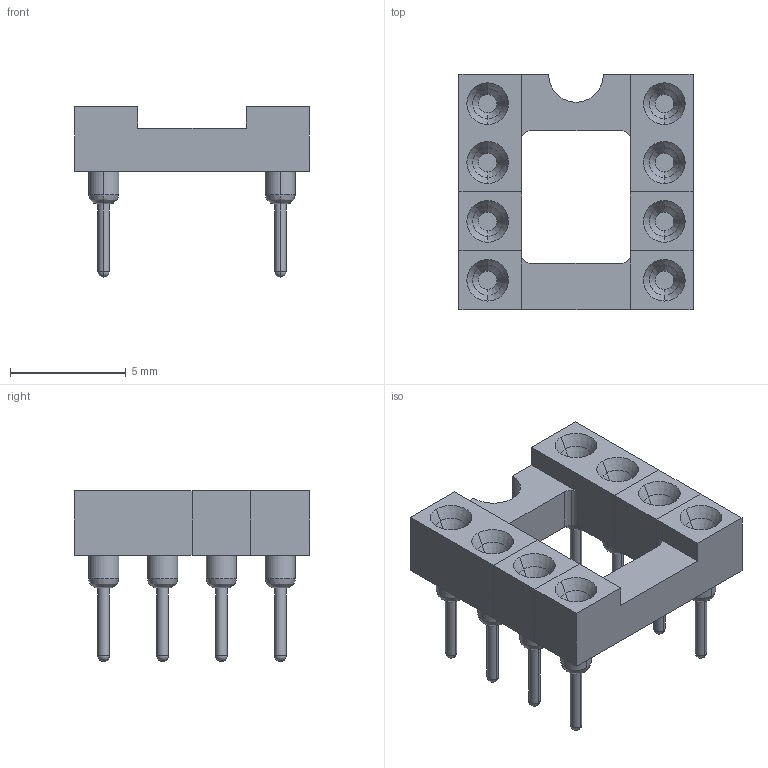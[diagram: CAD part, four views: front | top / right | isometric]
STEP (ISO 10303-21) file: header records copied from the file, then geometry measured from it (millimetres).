
FILE_DESCRIPTION((''),'2;1');
FILE_NAME('DIPS8_300.stp','2009-03-04T15:58:27',(''),(''),'Mechanical Desktop 2006','Mechanical Desktop 2006',', , ');
FILE_SCHEMA(('AUTOMOTIVE_DESIGN { 1 2 10303 214 0 1 1 1 }'));
Length unit declared in the file: millimetre
Products named in the file (1): Product
Bounding box: 10.1 x 10.16 x 7.37 mm (x, y, z)
Volume: 190.2 mm3; surface area: 674.5 mm2
Topology: 28 solids, 28 shells, 231 faces, 469 edges, 278 vertices
Faces by surface type: cylinder 90, plane 77, cone 32, bspline 16, sphere 16
Entity records: 6558 total; most frequent: CARTESIAN_POINT 1651, DIRECTION 1113, ORIENTED_EDGE 890, AXIS2_PLACEMENT_3D 452, EDGE_CURVE 445, VERTEX_POINT 270, EDGE_LOOP 247, CIRCLE 236
